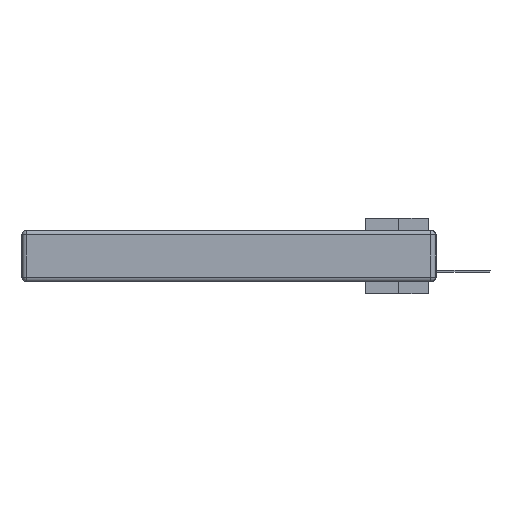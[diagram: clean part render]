
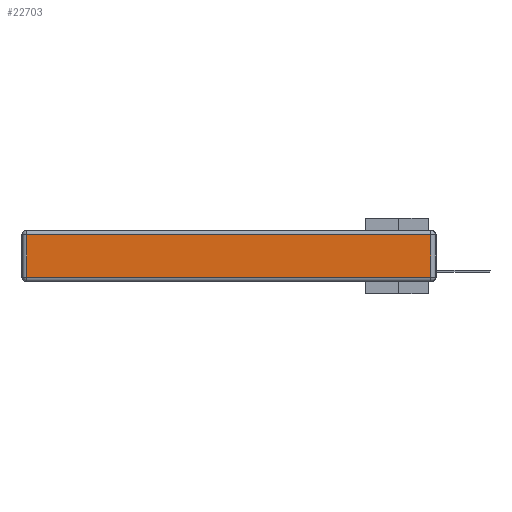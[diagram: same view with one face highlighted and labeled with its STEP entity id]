
A CAD part, left-side view. The second image highlights one B-rep face of the part: STEP entity #22703.
In plain terms, the highlighted planar face has unit normal (-1, 0, 0).
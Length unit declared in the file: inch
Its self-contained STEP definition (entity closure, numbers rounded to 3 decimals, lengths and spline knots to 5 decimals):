
#589 = DIRECTION ( 'NONE',  ( 0., 0., -1. ) ) ;
#786 = FACE_OUTER_BOUND ( 'NONE', #5891, .T. ) ;
#833 = LINE ( 'NONE', #11993, #31682 ) ;
#4591 = CARTESIAN_POINT ( 'NONE',  ( 0., 0., -0.313 ) ) ;
#5891 = EDGE_LOOP ( 'NONE', ( #23105, #18038, #10426, #35574 ) ) ;
#6062 = CARTESIAN_POINT ( 'NONE',  ( 0., 2.72, -0.03 ) ) ;
#6122 = VERTEX_POINT ( 'NONE', #6062 ) ;
#6181 = CARTESIAN_POINT ( 'NONE',  ( 0., 2.72, -0.343 ) ) ;
#6955 = DIRECTION ( 'NONE',  ( 0., 0., 1. ) ) ;
#9261 = LINE ( 'NONE', #6181, #37232 ) ;
#9504 = DIRECTION ( 'NONE',  ( 0., 1., 0. ) ) ;
#9643 = EDGE_CURVE ( 'NONE', #32544, #15058, #21506, .T. ) ;
#10351 = VECTOR ( 'NONE', #18629, 39.37008 ) ;
#10426 = ORIENTED_EDGE ( 'NONE', *, *, #14602, .T. ) ;
#11993 = CARTESIAN_POINT ( 'NONE',  ( 0., 2.75, -0.03 ) ) ;
#12421 = AXIS2_PLACEMENT_3D ( 'NONE', #32887, #30759, #6955 ) ;
#14006 = LINE ( 'NONE', #4591, #26924 ) ;
#14602 = EDGE_CURVE ( 'NONE', #15058, #6122, #833, .T. ) ;
#14983 = EDGE_CURVE ( 'NONE', #6122, #31915, #9261, .T. ) ;
#15058 = VERTEX_POINT ( 'NONE', #30002 ) ;
#18038 = ORIENTED_EDGE ( 'NONE', *, *, #9643, .T. ) ;
#18629 = DIRECTION ( 'NONE',  ( 0., 0., 1. ) ) ;
#20596 = CARTESIAN_POINT ( 'NONE',  ( 0., 2.72, -0.313 ) ) ;
#21506 = LINE ( 'NONE', #21886, #10351 ) ;
#21886 = CARTESIAN_POINT ( 'NONE',  ( 0., 0.03, -0.343 ) ) ;
#22703 = ADVANCED_FACE ( 'NONE', ( #786 ), #33650, .T. ) ;
#23105 = ORIENTED_EDGE ( 'NONE', *, *, #33836, .T. ) ;
#26924 = VECTOR ( 'NONE', #28025, 39.37008 ) ;
#28025 = DIRECTION ( 'NONE',  ( 0., -1., 0. ) ) ;
#30002 = CARTESIAN_POINT ( 'NONE',  ( 0., 0.03, -0.03 ) ) ;
#30759 = DIRECTION ( 'NONE',  ( -1., 0., 0. ) ) ;
#31682 = VECTOR ( 'NONE', #9504, 39.37008 ) ;
#31915 = VERTEX_POINT ( 'NONE', #20596 ) ;
#32544 = VERTEX_POINT ( 'NONE', #33924 ) ;
#32887 = CARTESIAN_POINT ( 'NONE',  ( 0., 0., -0.343 ) ) ;
#33650 = PLANE ( 'NONE',  #12421 ) ;
#33836 = EDGE_CURVE ( 'NONE', #31915, #32544, #14006, .T. ) ;
#33924 = CARTESIAN_POINT ( 'NONE',  ( 0., 0.03, -0.313 ) ) ;
#35574 = ORIENTED_EDGE ( 'NONE', *, *, #14983, .T. ) ;
#37232 = VECTOR ( 'NONE', #589, 39.37008 ) ;
